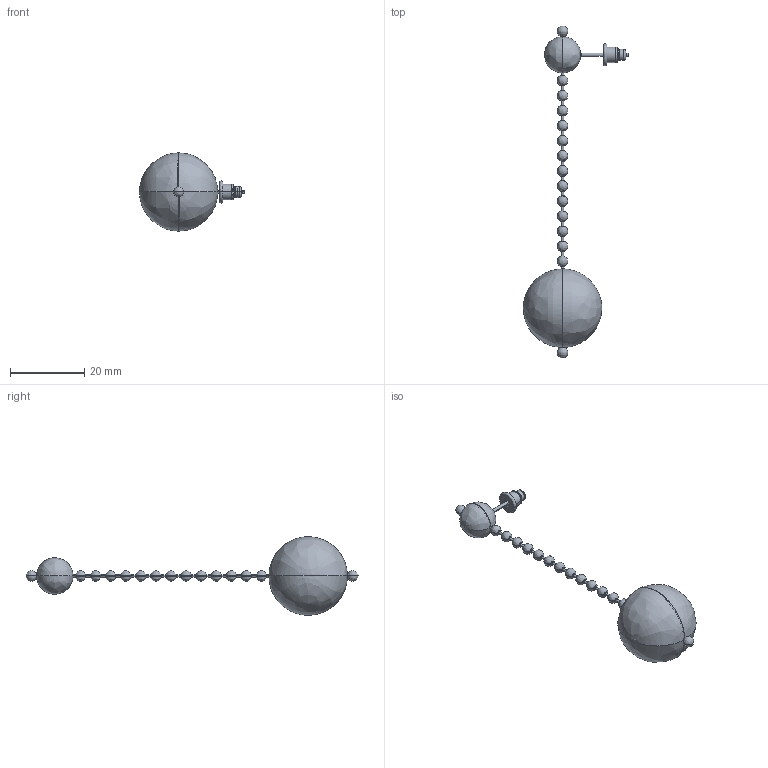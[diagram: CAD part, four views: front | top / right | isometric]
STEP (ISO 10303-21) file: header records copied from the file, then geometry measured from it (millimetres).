
FILE_DESCRIPTION(('FreeCAD Model'),'2;1');
FILE_NAME('Open CASCADE Shape Model','2025-05-04T06:17:18',('FreeCAD'),( 'FreeCAD'),'Open CASCADE STEP processor 7.6','FreeCAD','Unknown');
FILE_SCHEMA(('AUTOMOTIVE_DESIGN { 1 0 10303 214 1 1 1 1 }'));
Products named in the file (1): Open CASCADE STEP translator 7.6 1
Bounding box: 28.35 x 89.48 x 21.12 mm (x, y, z)
Volume: 1106.1 mm3; surface area: 4524.5 mm2
Topology: 37 solids, 37 shells, 1330 faces, 2687 edges, 1370 vertices
Faces by surface type: bspline 1330
Entity records: 46766 total; most frequent: CARTESIAN_POINT 32840, ORIENTED_EDGE 5242, EDGE_CURVE 2621, VERTEX_POINT 1370, FACE_BOUND 1341, EDGE_LOOP 1341, ADVANCED_FACE 1330, B_SPLINE_CURVE_WITH_KNOTS 533
